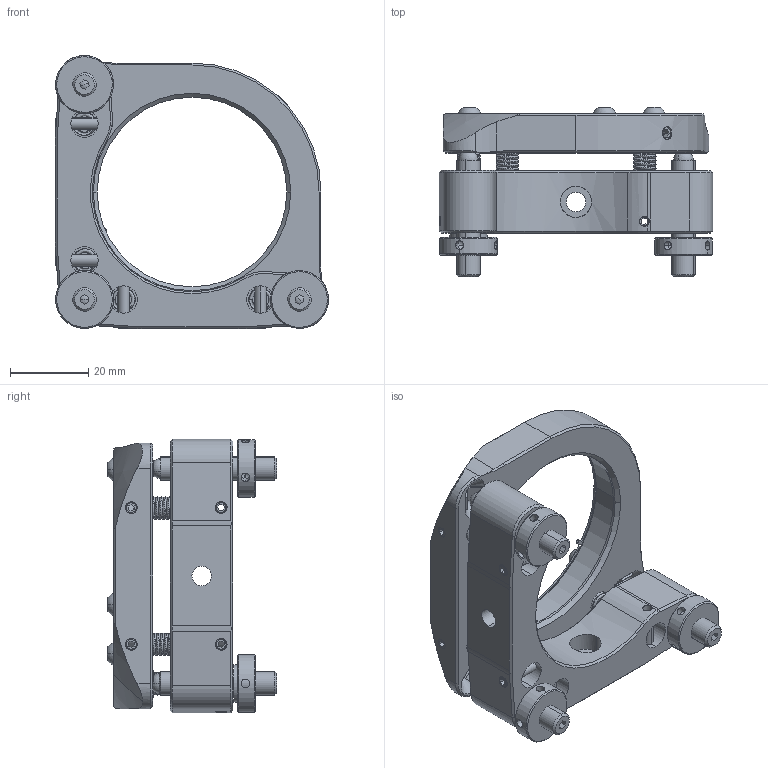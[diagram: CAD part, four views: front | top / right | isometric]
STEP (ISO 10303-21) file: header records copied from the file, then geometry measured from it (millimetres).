
FILE_DESCRIPTION (( 'STEP AP203' ), '1' );
FILE_NAME ('AUS50.8-0.STEP', '2019-04-30T06:02:00', ( 'User' ), ( 'User' ), 'SwSTEP 2.0', 'SolidWorks 2016', '' );
FILE_SCHEMA (( 'CONFIG_CONTROL_DESIGN' ));
Length unit declared in the file: millimetre
Products named in the file (1): AUS50.8-0
Bounding box: 70 x 43.35 x 70 mm (x, y, z)
Surface area: 25969.3 mm2 (no closed solid volume)
Topology: 0 solids, 45 shells, 540 faces, 1754 edges, 1241 vertices
Faces by surface type: plane 235, cylinder 172, cone 109, sphere 16, bspline 8
Entity records: 36151 total; most frequent: CARTESIAN_POINT 20894, DIRECTION 3157, ORIENTED_EDGE 2858, EDGE_CURVE 1723, VERTEX_POINT 1232, VECTOR 1065, LINE 1065, AXIS2_PLACEMENT_3D 1046
